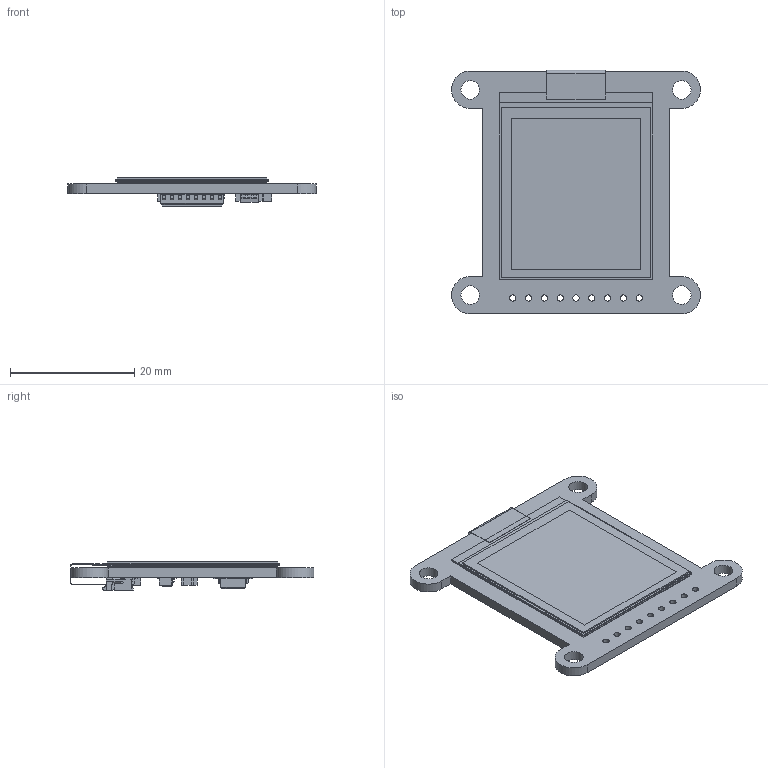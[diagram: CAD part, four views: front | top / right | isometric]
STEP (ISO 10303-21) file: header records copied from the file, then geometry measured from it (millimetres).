
FILE_DESCRIPTION(/* description */ (''),/* implementation_level */ '2;1');
FILE_NAME(/* name */ '3502 Sharp Memory Display Breakout.step',/* time_stamp */ '2020-02-09T02:06:34-08:00',/* author */ (''),/* organization */ (''),/* preprocessor_version */ 'ST-DEVELOPER v18',/* originating_system */ 'Autodesk Translation Framework v8.12.0.6',/* authorisation */ '');
FILE_SCHEMA (('AUTOMOTIVE_DESIGN { 1 0 10303 214 3 1 1 }'));
Length unit declared in the file: millimetre
Products named in the file (15): 3502 Sharp Memory Display Breakout; PCB Component; Board; LS013B4DN04; 10µF; 74HC4050D; MCP1824T-3302E/OT; LS013B7DH05 Sharp Memory LCD Assembly; Display; TFT Glass; Top Glass; Top Polarizer; Bottom Polarizer; Component7; Mounting tape
Assembly tree (23 placements, depth 4):
  3502 Sharp Memory Display Breakout
    PCB Component
      Board
      LS013B4DN04
      10µF  x10
      74HC4050D
      MCP1824T-3302E/OT
    LS013B7DH05 Sharp Memory LCD Assembly
      Display
        TFT Glass
        Top Glass
        Top Polarizer
        Bottom Polarizer
      Component7
    Mounting tape
Bounding box: 40 x 39.16 x 4.6 mm (x, y, z)
Volume: 2792.2 mm3; surface area: 10747.3 mm2
Topology: 22 solids, 22 shells, 1177 faces, 3262 edges, 2150 vertices
Faces by surface type: plane 960, cylinder 217
Full cylindrical faces by diameter (mm): 0.3 x1, 0.5 x12, 1 x9, 3 x4
Entity records: 34571 total; most frequent: CARTESIAN_POINT 6058, ORIENTED_EDGE 5876, DIRECTION 5562, EDGE_CURVE 2938, LINE 2474, VECTOR 2474, VERTEX_POINT 1934, AXIS2_PLACEMENT_3D 1544
